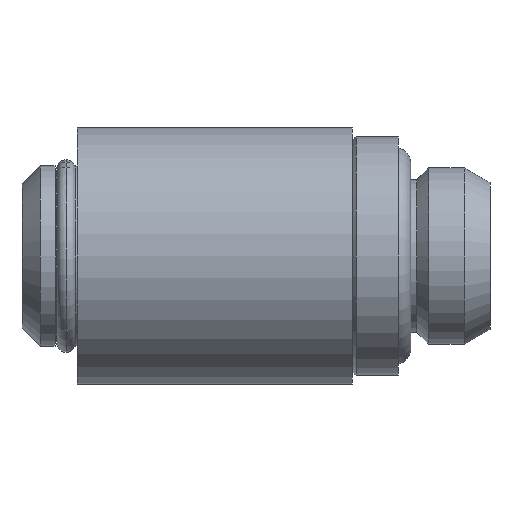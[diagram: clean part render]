
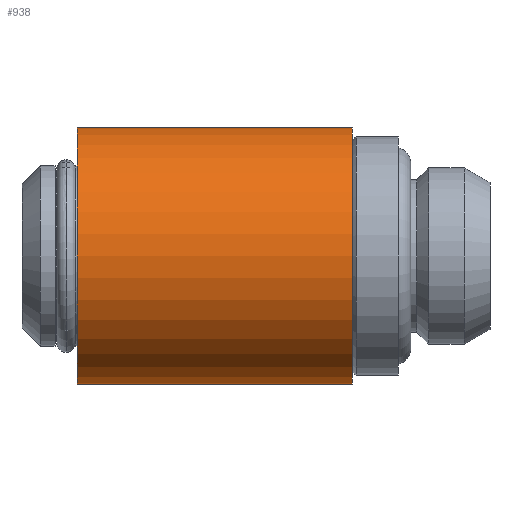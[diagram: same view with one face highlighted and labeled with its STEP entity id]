
A CAD part, left-side view. The second image highlights one B-rep face of the part: STEP entity #938.
In plain terms, the highlighted cylindrical face has radius 7 mm (diameter 14 mm), a partial arc.
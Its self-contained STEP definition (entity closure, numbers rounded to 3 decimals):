
#86 = CARTESIAN_POINT ( 'NONE',  ( 0., 30.086, -7. ) ) ;
#87 = DIRECTION ( 'NONE',  ( 0., 1., 0. ) ) ;
#201 = CARTESIAN_POINT ( 'NONE',  ( 0., 30.086, 7. ) ) ;
#202 = DIRECTION ( 'NONE',  ( 0., 1., 0. ) ) ;
#571 = VECTOR ( 'NONE', #87, 1000. ) ;
#611 = EDGE_LOOP ( 'NONE', ( #1553, #1554, #1552, #1555 ) ) ;
#636 = VECTOR ( 'NONE', #202, 1000. ) ;
#774 = VERTEX_POINT ( 'NONE', #1782 ) ;
#776 = VERTEX_POINT ( 'NONE', #1784 ) ;
#794 = VERTEX_POINT ( 'NONE', #1798 ) ;
#798 = VERTEX_POINT ( 'NONE', #1801 ) ;
#858 = EDGE_CURVE ( 'NONE', #794, #776, #3416, .T. ) ;
#883 = EDGE_CURVE ( 'NONE', #798, #774, #3429, .T. ) ;
#938 = ADVANCED_FACE ( 'NONE', ( #3483 ), #3484, .T. ) ;
#1124 = EDGE_CURVE ( 'NONE', #798, #794, #2710, .T. ) ;
#1125 = EDGE_CURVE ( 'NONE', #776, #774, #2704, .T. ) ;
#1199 = AXIS2_PLACEMENT_3D ( 'NONE', #1878, #1879, #1880 ) ;
#1552 = ORIENTED_EDGE ( 'NONE', *, *, #883, .T. ) ;
#1553 = ORIENTED_EDGE ( 'NONE', *, *, #858, .F. ) ;
#1554 = ORIENTED_EDGE ( 'NONE', *, *, #1124, .F. ) ;
#1555 = ORIENTED_EDGE ( 'NONE', *, *, #1125, .F. ) ;
#1782 = CARTESIAN_POINT ( 'NONE',  ( 0., 22.5, 7. ) ) ;
#1784 = CARTESIAN_POINT ( 'NONE',  ( 0., 22.5, -7. ) ) ;
#1798 = CARTESIAN_POINT ( 'NONE',  ( 0., 7.5, -7. ) ) ;
#1801 = CARTESIAN_POINT ( 'NONE',  ( 0., 7.5, 7. ) ) ;
#1878 = CARTESIAN_POINT ( 'NONE',  ( 0., 30.086, 0. ) ) ;
#1879 = DIRECTION ( 'NONE',  ( 0., 1., 0. ) ) ;
#1880 = DIRECTION ( 'NONE',  ( 0., 0., 1. ) ) ;
#2642 = CARTESIAN_POINT ( 'NONE',  ( 0., 7.5, 0. ) ) ;
#2643 = DIRECTION ( 'NONE',  ( 0., -1., 0. ) ) ;
#2644 = DIRECTION ( 'NONE',  ( 0., 0., -1. ) ) ;
#2645 = CARTESIAN_POINT ( 'NONE',  ( 0., 22.5, 0. ) ) ;
#2646 = DIRECTION ( 'NONE',  ( 0., 1., 0. ) ) ;
#2647 = DIRECTION ( 'NONE',  ( 0., 0., 1. ) ) ;
#2704 = CIRCLE ( 'NONE', #2715, 7. ) ;
#2710 = CIRCLE ( 'NONE', #2713, 7. ) ;
#2713 = AXIS2_PLACEMENT_3D ( 'NONE', #2642, #2643, #2644 ) ;
#2715 = AXIS2_PLACEMENT_3D ( 'NONE', #2645, #2646, #2647 ) ;
#3416 = LINE ( 'NONE', #86, #571 ) ;
#3429 = LINE ( 'NONE', #201, #636 ) ;
#3483 = FACE_OUTER_BOUND ( 'NONE', #611, .T. ) ;
#3484 = CYLINDRICAL_SURFACE ( 'NONE', #1199, 7. ) ;
